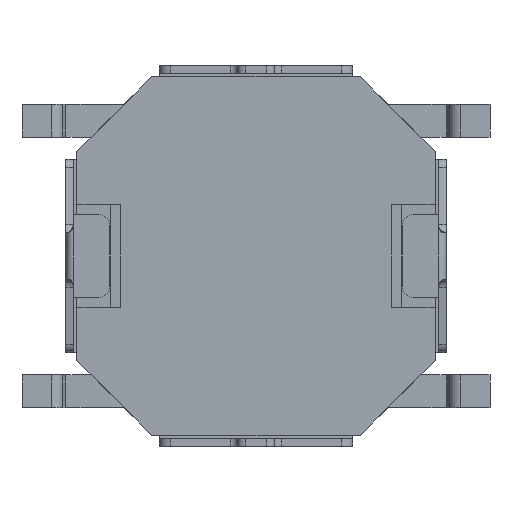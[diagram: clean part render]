
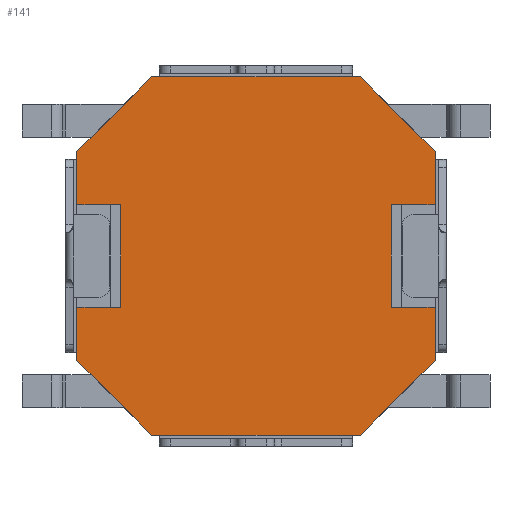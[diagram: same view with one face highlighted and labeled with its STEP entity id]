
A CAD part, front view. The second image highlights one B-rep face of the part: STEP entity #141.
In plain terms, the highlighted planar face has unit normal (0, -1, 0).
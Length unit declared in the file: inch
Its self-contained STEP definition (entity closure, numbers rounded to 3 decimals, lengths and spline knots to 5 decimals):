
#141 = ADVANCED_FACE ( 'NONE', ( #2395 ), #3717, .F. ) ;
#166 = ORIENTED_EDGE ( 'NONE', *, *, #9554, .F. ) ;
#228 = VECTOR ( 'NONE', #621, 39.37008 ) ;
#291 = LINE ( 'NONE', #679, #9333 ) ;
#395 = VERTEX_POINT ( 'NONE', #1769 ) ;
#567 = ORIENTED_EDGE ( 'NONE', *, *, #2660, .T. ) ;
#612 = CARTESIAN_POINT ( 'NONE',  ( 0.09646, 0.00394, 0.0561 ) ) ;
#621 = DIRECTION ( 'NONE',  ( 0.707, 0., 0.707 ) ) ;
#679 = CARTESIAN_POINT ( 'NONE',  ( 0.09646, 0.00394, -0.0561 ) ) ;
#712 = DIRECTION ( 'NONE',  ( -0.707, 0., -0.707 ) ) ;
#911 = CARTESIAN_POINT ( 'NONE',  ( -0.0561, 0.00394, -0.09646 ) ) ;
#919 = CARTESIAN_POINT ( 'NONE',  ( -0.09646, 0.00394, 0.02756 ) ) ;
#1059 = ORIENTED_EDGE ( 'NONE', *, *, #8644, .F. ) ;
#1101 = DIRECTION ( 'NONE',  ( 0., 0., -1. ) ) ;
#1149 = ORIENTED_EDGE ( 'NONE', *, *, #4771, .F. ) ;
#1196 = EDGE_CURVE ( 'NONE', #395, #1514, #6234, .T. ) ;
#1281 = CARTESIAN_POINT ( 'NONE',  ( 0., 0.00394, -0.02756 ) ) ;
#1305 = CARTESIAN_POINT ( 'NONE',  ( 0.07283, 0.00394, 0.02756 ) ) ;
#1348 = ORIENTED_EDGE ( 'NONE', *, *, #10595, .F. ) ;
#1355 = CARTESIAN_POINT ( 'NONE',  ( -0.0561, 0.00394, 0.09646 ) ) ;
#1373 = DIRECTION ( 'NONE',  ( 0., 0., 1. ) ) ;
#1470 = EDGE_CURVE ( 'NONE', #2871, #10539, #10775, .T. ) ;
#1514 = VERTEX_POINT ( 'NONE', #919 ) ;
#1562 = VERTEX_POINT ( 'NONE', #1305 ) ;
#1564 = CARTESIAN_POINT ( 'NONE',  ( -0.07283, 0.00394, 0. ) ) ;
#1769 = CARTESIAN_POINT ( 'NONE',  ( -0.09646, 0.00394, 0.0561 ) ) ;
#1779 = VECTOR ( 'NONE', #3342, 39.37008 ) ;
#1821 = DIRECTION ( 'NONE',  ( -0.707, 0., 0.707 ) ) ;
#1880 = CARTESIAN_POINT ( 'NONE',  ( -0.07283, 0.00394, -0.02756 ) ) ;
#1982 = CARTESIAN_POINT ( 'NONE',  ( -0.09646, 0.00394, 0. ) ) ;
#2106 = CARTESIAN_POINT ( 'NONE',  ( -0.09646, 0.00394, -0.0561 ) ) ;
#2158 = VECTOR ( 'NONE', #9390, 39.37008 ) ;
#2223 = ORIENTED_EDGE ( 'NONE', *, *, #9002, .F. ) ;
#2364 = EDGE_CURVE ( 'NONE', #3781, #2871, #4206, .T. ) ;
#2395 = FACE_OUTER_BOUND ( 'NONE', #9674, .T. ) ;
#2464 = CARTESIAN_POINT ( 'NONE',  ( 0.09646, 0.00394, -0.0561 ) ) ;
#2468 = EDGE_CURVE ( 'NONE', #6712, #7879, #8504, .T. ) ;
#2645 = LINE ( 'NONE', #6796, #228 ) ;
#2660 = EDGE_CURVE ( 'NONE', #4592, #10539, #7156, .T. ) ;
#2693 = CARTESIAN_POINT ( 'NONE',  ( 0., 0.00394, 0.02756 ) ) ;
#2786 = VECTOR ( 'NONE', #1101, 39.37008 ) ;
#2871 = VERTEX_POINT ( 'NONE', #5345 ) ;
#2985 = VERTEX_POINT ( 'NONE', #4604 ) ;
#2994 = VECTOR ( 'NONE', #6089, 39.37008 ) ;
#3266 = VERTEX_POINT ( 'NONE', #10951 ) ;
#3342 = DIRECTION ( 'NONE',  ( 0., 0., -1. ) ) ;
#3353 = VERTEX_POINT ( 'NONE', #2464 ) ;
#3379 = VECTOR ( 'NONE', #5828, 39.37008 ) ;
#3461 = DIRECTION ( 'NONE',  ( 0., 0., 1. ) ) ;
#3475 = DIRECTION ( 'NONE',  ( 0., 1., 0. ) ) ;
#3499 = CARTESIAN_POINT ( 'NONE',  ( 0., 0.00394, 0. ) ) ;
#3616 = CARTESIAN_POINT ( 'NONE',  ( 0.0561, 0.00394, 0.09646 ) ) ;
#3702 = VECTOR ( 'NONE', #1821, 39.37008 ) ;
#3717 = PLANE ( 'NONE',  #4823 ) ;
#3781 = VERTEX_POINT ( 'NONE', #1355 ) ;
#3903 = VECTOR ( 'NONE', #5615, 39.37008 ) ;
#3926 = VERTEX_POINT ( 'NONE', #2106 ) ;
#3928 = VECTOR ( 'NONE', #6813, 39.37008 ) ;
#4130 = LINE ( 'NONE', #7682, #1779 ) ;
#4135 = CARTESIAN_POINT ( 'NONE',  ( 0.09646, 0.00394, -0.02756 ) ) ;
#4206 = LINE ( 'NONE', #8819, #6222 ) ;
#4545 = DIRECTION ( 'NONE',  ( 1., 0., 0. ) ) ;
#4592 = VERTEX_POINT ( 'NONE', #7529 ) ;
#4604 = CARTESIAN_POINT ( 'NONE',  ( 0.0561, 0.00394, -0.09646 ) ) ;
#4712 = LINE ( 'NONE', #7464, #8996 ) ;
#4726 = CARTESIAN_POINT ( 'NONE',  ( 0., 0.00394, -0.02756 ) ) ;
#4771 = EDGE_CURVE ( 'NONE', #2985, #5453, #5344, .T. ) ;
#4823 = AXIS2_PLACEMENT_3D ( 'NONE', #3499, #3475, #3461 ) ;
#4858 = EDGE_CURVE ( 'NONE', #5453, #3926, #8301, .T. ) ;
#4940 = ORIENTED_EDGE ( 'NONE', *, *, #4858, .F. ) ;
#5344 = LINE ( 'NONE', #11216, #2994 ) ;
#5345 = CARTESIAN_POINT ( 'NONE',  ( 0.0561, 0.00394, 0.09646 ) ) ;
#5453 = VERTEX_POINT ( 'NONE', #10728 ) ;
#5615 = DIRECTION ( 'NONE',  ( 1., 0., 0. ) ) ;
#5686 = EDGE_CURVE ( 'NONE', #4592, #1562, #10288, .T. ) ;
#5828 = DIRECTION ( 'NONE',  ( -1., 0., 0. ) ) ;
#5918 = DIRECTION ( 'NONE',  ( 0., 0., 1. ) ) ;
#6089 = DIRECTION ( 'NONE',  ( -1., 0., 0. ) ) ;
#6222 = VECTOR ( 'NONE', #4545, 39.37008 ) ;
#6225 = VECTOR ( 'NONE', #9649, 39.37008 ) ;
#6234 = LINE ( 'NONE', #9311, #3928 ) ;
#6341 = ORIENTED_EDGE ( 'NONE', *, *, #2468, .F. ) ;
#6351 = VERTEX_POINT ( 'NONE', #1880 ) ;
#6483 = EDGE_CURVE ( 'NONE', #3353, #7879, #4712, .T. ) ;
#6552 = ORIENTED_EDGE ( 'NONE', *, *, #2364, .F. ) ;
#6602 = ORIENTED_EDGE ( 'NONE', *, *, #11277, .T. ) ;
#6712 = VERTEX_POINT ( 'NONE', #6966 ) ;
#6796 = CARTESIAN_POINT ( 'NONE',  ( -0.09646, 0.00394, 0.0561 ) ) ;
#6813 = DIRECTION ( 'NONE',  ( 0., 0., -1. ) ) ;
#6966 = CARTESIAN_POINT ( 'NONE',  ( 0.07283, 0.00394, -0.02756 ) ) ;
#7156 = LINE ( 'NONE', #612, #9431 ) ;
#7330 = LINE ( 'NONE', #1281, #9360 ) ;
#7464 = CARTESIAN_POINT ( 'NONE',  ( 0.09646, 0.00394, 0.0561 ) ) ;
#7527 = ORIENTED_EDGE ( 'NONE', *, *, #1470, .F. ) ;
#7529 = CARTESIAN_POINT ( 'NONE',  ( 0.09646, 0.00394, 0.02756 ) ) ;
#7558 = EDGE_CURVE ( 'NONE', #395, #3781, #2645, .T. ) ;
#7571 = CARTESIAN_POINT ( 'NONE',  ( 0.09646, 0.00394, 0.0561 ) ) ;
#7678 = LINE ( 'NONE', #1982, #2786 ) ;
#7682 = CARTESIAN_POINT ( 'NONE',  ( 0.07283, 0.00394, 0. ) ) ;
#7879 = VERTEX_POINT ( 'NONE', #4135 ) ;
#8273 = DIRECTION ( 'NONE',  ( 1., 0., 0. ) ) ;
#8301 = LINE ( 'NONE', #911, #3702 ) ;
#8302 = VERTEX_POINT ( 'NONE', #10630 ) ;
#8374 = EDGE_CURVE ( 'NONE', #3266, #6351, #7330, .T. ) ;
#8462 = ORIENTED_EDGE ( 'NONE', *, *, #5686, .F. ) ;
#8504 = LINE ( 'NONE', #4726, #3903 ) ;
#8644 = EDGE_CURVE ( 'NONE', #8302, #1514, #10486, .T. ) ;
#8676 = ORIENTED_EDGE ( 'NONE', *, *, #7558, .F. ) ;
#8819 = CARTESIAN_POINT ( 'NONE',  ( 0., 0.00394, 0.09646 ) ) ;
#8996 = VECTOR ( 'NONE', #1373, 39.37008 ) ;
#9002 = EDGE_CURVE ( 'NONE', #1562, #6712, #4130, .T. ) ;
#9080 = LINE ( 'NONE', #1564, #2158 ) ;
#9311 = CARTESIAN_POINT ( 'NONE',  ( -0.09646, 0.00394, 0. ) ) ;
#9333 = VECTOR ( 'NONE', #712, 39.37008 ) ;
#9360 = VECTOR ( 'NONE', #8273, 39.37008 ) ;
#9390 = DIRECTION ( 'NONE',  ( 0., 0., 1. ) ) ;
#9431 = VECTOR ( 'NONE', #5918, 39.37008 ) ;
#9554 = EDGE_CURVE ( 'NONE', #6351, #8302, #9080, .T. ) ;
#9611 = DIRECTION ( 'NONE',  ( -1., 0., 0. ) ) ;
#9649 = DIRECTION ( 'NONE',  ( 0.707, 0., -0.707 ) ) ;
#9674 = EDGE_LOOP ( 'NONE', ( #1059, #166, #10524, #6602, #4940, #1149, #1348, #9872, #6341, #2223, #8462, #567, #7527, #6552, #8676, #9986 ) ) ;
#9872 = ORIENTED_EDGE ( 'NONE', *, *, #6483, .T. ) ;
#9986 = ORIENTED_EDGE ( 'NONE', *, *, #1196, .T. ) ;
#10288 = LINE ( 'NONE', #10995, #3379 ) ;
#10486 = LINE ( 'NONE', #2693, #10734 ) ;
#10524 = ORIENTED_EDGE ( 'NONE', *, *, #8374, .F. ) ;
#10539 = VERTEX_POINT ( 'NONE', #7571 ) ;
#10595 = EDGE_CURVE ( 'NONE', #3353, #2985, #291, .T. ) ;
#10630 = CARTESIAN_POINT ( 'NONE',  ( -0.07283, 0.00394, 0.02756 ) ) ;
#10728 = CARTESIAN_POINT ( 'NONE',  ( -0.0561, 0.00394, -0.09646 ) ) ;
#10734 = VECTOR ( 'NONE', #9611, 39.37008 ) ;
#10775 = LINE ( 'NONE', #3616, #6225 ) ;
#10951 = CARTESIAN_POINT ( 'NONE',  ( -0.09646, 0.00394, -0.02756 ) ) ;
#10995 = CARTESIAN_POINT ( 'NONE',  ( 0., 0.00394, 0.02756 ) ) ;
#11216 = CARTESIAN_POINT ( 'NONE',  ( 0., 0.00394, -0.09646 ) ) ;
#11277 = EDGE_CURVE ( 'NONE', #3266, #3926, #7678, .T. ) ;
